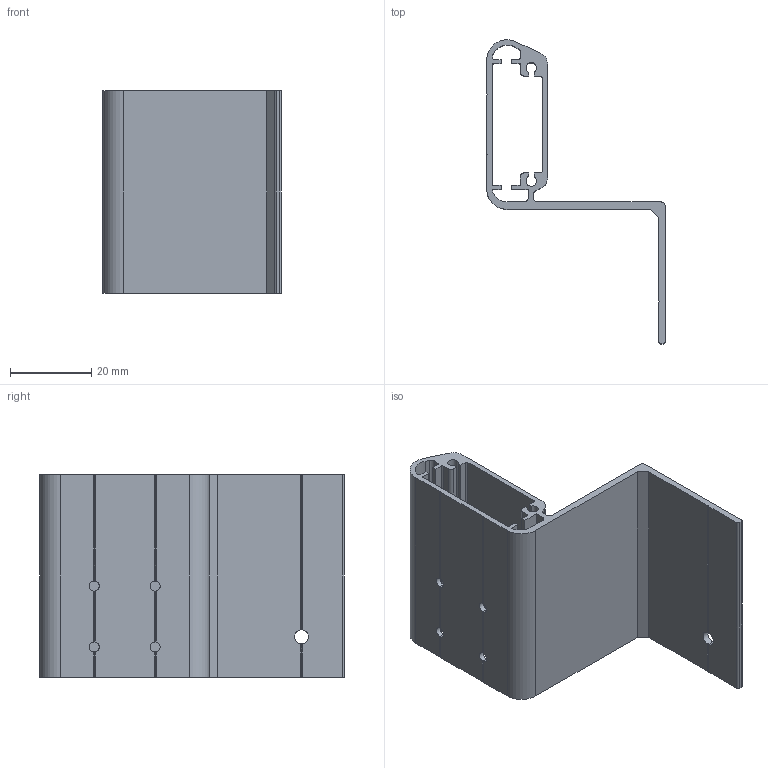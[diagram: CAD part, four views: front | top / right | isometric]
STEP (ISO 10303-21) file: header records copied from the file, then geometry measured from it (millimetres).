
FILE_DESCRIPTION(/* description */ (''),/* implementation_level */ '2;1');
FILE_NAME(/* name */ '79D-200-0.stp',/* time_stamp */ '2022-07-21T11:34:13-04:00',/* author */ ('aorselli'),/* organization */ (''),/* preprocessor_version */ 'ST-DEVELOPER v18.1',/* originating_system */ 'AutoCAD Mechanical',/* authorisation */ '');
FILE_SCHEMA (('AUTOMOTIVE_DESIGN { 1 0 10303 214 3 1 1 }'));
Length unit declared in the file: millimetre
Products named in the file (1): 79D-200-0
Bounding box: 44 x 74.99 x 50 mm (x, y, z)
Volume: 14465.5 mm3; surface area: 18809 mm2
Topology: 1 solids, 1 shells, 96 faces, 287 edges, 188 vertices
Faces by surface type: plane 60, cylinder 36
Entity records: 3291 total; most frequent: ORIENTED_EDGE 574, DIRECTION 573, CARTESIAN_POINT 572, EDGE_CURVE 287, LINE 195, VECTOR 195, AXIS2_PLACEMENT_3D 189, VERTEX_POINT 188
